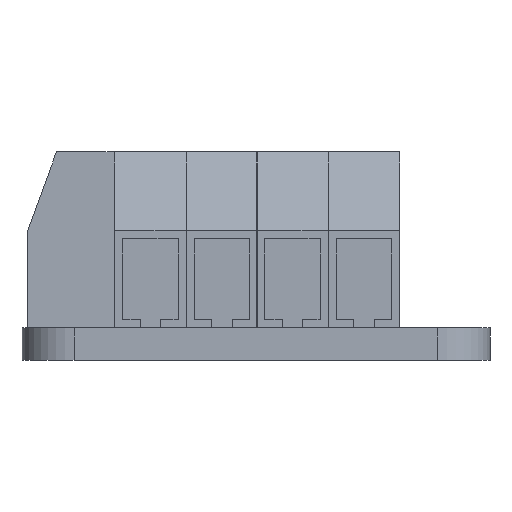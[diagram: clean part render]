
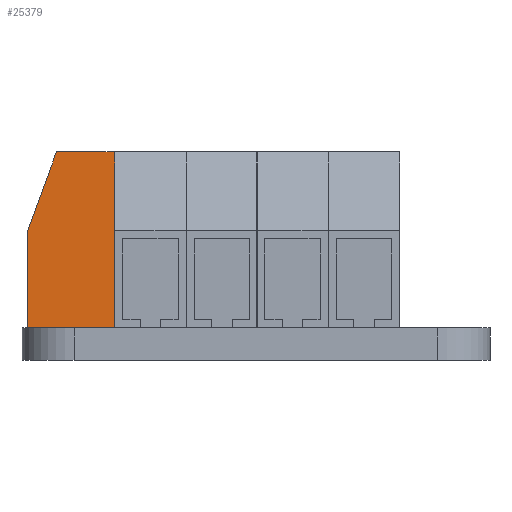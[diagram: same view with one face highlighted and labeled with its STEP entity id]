
A CAD part, left-side view. The second image highlights one B-rep face of the part: STEP entity #25379.
In plain terms, the highlighted face is planar.
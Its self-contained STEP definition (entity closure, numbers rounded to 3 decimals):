
#757=PLANE('',#27367);
#1890=FACE_OUTER_BOUND('',#3494,.T.);
#3494=EDGE_LOOP('',(#19349,#19350,#19351,#19352,#19353,#19354));
#5246=LINE('',#38542,#8002);
#5247=LINE('',#38544,#8003);
#5248=LINE('',#38546,#8004);
#5249=LINE('',#38548,#8005);
#5250=LINE('',#38550,#8006);
#5251=LINE('',#38551,#8007);
#8002=VECTOR('',#31344,10.);
#8003=VECTOR('',#31345,10.);
#8004=VECTOR('',#31346,10.);
#8005=VECTOR('',#31347,10.);
#8006=VECTOR('',#31348,10.);
#8007=VECTOR('',#31349,10.);
#11613=VERTEX_POINT('',#38540);
#11614=VERTEX_POINT('',#38541);
#11615=VERTEX_POINT('',#38543);
#11616=VERTEX_POINT('',#38545);
#11617=VERTEX_POINT('',#38547);
#11618=VERTEX_POINT('',#38549);
#14442=EDGE_CURVE('',#11613,#11614,#5246,.T.);
#14443=EDGE_CURVE('',#11614,#11615,#5247,.T.);
#14444=EDGE_CURVE('',#11615,#11616,#5248,.T.);
#14445=EDGE_CURVE('',#11616,#11617,#5249,.T.);
#14446=EDGE_CURVE('',#11617,#11618,#5250,.T.);
#14447=EDGE_CURVE('',#11618,#11613,#5251,.T.);
#19349=ORIENTED_EDGE('',*,*,#14442,.T.);
#19350=ORIENTED_EDGE('',*,*,#14443,.T.);
#19351=ORIENTED_EDGE('',*,*,#14444,.T.);
#19352=ORIENTED_EDGE('',*,*,#14445,.T.);
#19353=ORIENTED_EDGE('',*,*,#14446,.T.);
#19354=ORIENTED_EDGE('',*,*,#14447,.T.);
#25379=ADVANCED_FACE('',(#1890),#757,.T.);
#27367=AXIS2_PLACEMENT_3D('',#38539,#31342,#31343);
#31342=DIRECTION('center_axis',(1.,0.,0.));
#31343=DIRECTION('ref_axis',(0.,0.,
1.));
#31344=DIRECTION('',(0.,-0.342,0.94));
#31345=DIRECTION('',(0.,-1.,0.));
#31346=DIRECTION('',(0.,-0.342,-0.94));
#31347=DIRECTION('',(0.,0.,-1.));
#31348=DIRECTION('',(0.,1.,0.));
#31349=DIRECTION('',(0.,0.,1.));
#38539=CARTESIAN_POINT('Origin',(3.6,0.,4.3));
#38540=CARTESIAN_POINT('',(3.6,3.4,4.754));
#38541=CARTESIAN_POINT('',(3.6,2.,8.6));
#38542=CARTESIAN_POINT('',(3.6,2.,8.6));
#38543=CARTESIAN_POINT('',(3.6,-2.,8.6));
#38544=CARTESIAN_POINT('',(3.6,-2.,8.6));
#38545=CARTESIAN_POINT('',(3.6,-3.4,4.754));
#38546=CARTESIAN_POINT('',(3.6,-3.4,4.754));
#38547=CARTESIAN_POINT('',(3.6,-3.4,0.));
#38548=CARTESIAN_POINT('',(3.6,-3.4,0.));
#38549=CARTESIAN_POINT('',(3.6,3.4,0.));
#38550=CARTESIAN_POINT('',(3.6,3.4,0.));
#38551=CARTESIAN_POINT('',(3.6,3.4,4.754));
